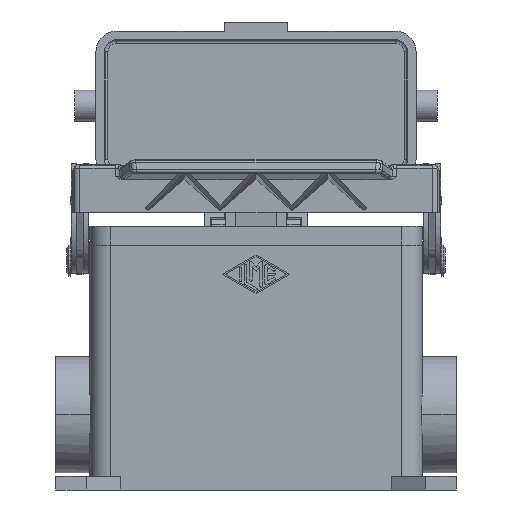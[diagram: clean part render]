
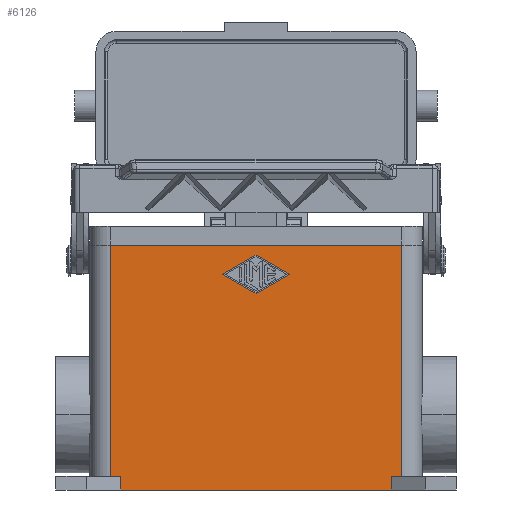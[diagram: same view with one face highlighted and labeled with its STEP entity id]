
A CAD part, front view. The second image highlights one B-rep face of the part: STEP entity #6126.
In plain terms, the highlighted planar face has unit normal (0, -1, 0).
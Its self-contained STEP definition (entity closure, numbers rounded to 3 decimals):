
#5284=CARTESIAN_POINT('',(-9.75,-21.75,15.));
#5285=VERTEX_POINT('',#5284);
#5292=CARTESIAN_POINT('',(0.,-21.75,9.375));
#5293=VERTEX_POINT('',#5292);
#5294=CARTESIAN_POINT('',(0.,-21.75,9.375));
#5295=DIRECTION('',(-0.866,0.0,0.5));
#5296=VECTOR('',#5295,11.256);
#5297=LINE('',#5294,#5296);
#5298=EDGE_CURVE('',#5293,#5285,#5297,.T.);
#5323=CARTESIAN_POINT('',(9.75,-21.75,15.));
#5324=VERTEX_POINT('',#5323);
#5325=CARTESIAN_POINT('',(9.75,-21.75,15.));
#5326=DIRECTION('',(-0.866,0.0,-0.5));
#5327=VECTOR('',#5326,11.256);
#5328=LINE('',#5325,#5327);
#5329=EDGE_CURVE('',#5324,#5293,#5328,.T.);
#5354=CARTESIAN_POINT('',(0.,-21.75,20.625));
#5355=VERTEX_POINT('',#5354);
#5356=CARTESIAN_POINT('',(0.,-21.75,20.625));
#5357=DIRECTION('',(0.866,0.0,-0.5));
#5358=VECTOR('',#5357,11.256);
#5359=LINE('',#5356,#5358);
#5360=EDGE_CURVE('',#5355,#5324,#5359,.T.);
#5383=CARTESIAN_POINT('',(-9.75,-21.75,15.));
#5384=DIRECTION('',(0.866,0.0,0.5));
#5385=VECTOR('',#5384,11.256);
#5386=LINE('',#5383,#5385);
#5387=EDGE_CURVE('',#5285,#5355,#5386,.T.);
#6049=CARTESIAN_POINT('',(39.5,-21.75,-48.0));
#6050=DIRECTION('',(0.0,-1.0,0.0));
#6051=DIRECTION('',(0.0,0.0,-1.0));
#6052=AXIS2_PLACEMENT_3D('',#6049,#6050,#6051);
#6053=PLANE('',#6052);
#6054=CARTESIAN_POINT('',(-39.5,-21.75,-48.0));
#6055=VERTEX_POINT('',#6054);
#6056=CARTESIAN_POINT('',(-39.5,-21.75,-44.));
#6057=VERTEX_POINT('',#6056);
#6058=CARTESIAN_POINT('',(-39.5,-21.75,-48.0));
#6059=DIRECTION('',(0.0,0.0,1.0));
#6060=VECTOR('',#6059,4.);
#6061=LINE('',#6058,#6060);
#6062=EDGE_CURVE('',#6055,#6057,#6061,.T.);
#6063=ORIENTED_EDGE('',*,*,#6062,.F.);
#6064=CARTESIAN_POINT('',(39.5,-21.75,-48.0));
#6065=VERTEX_POINT('',#6064);
#6066=CARTESIAN_POINT('',(39.5,-21.75,-48.0));
#6067=DIRECTION('',(-1.0,0.0,0.0));
#6068=VECTOR('',#6067,79.0);
#6069=LINE('',#6066,#6068);
#6070=EDGE_CURVE('',#6065,#6055,#6069,.T.);
#6071=ORIENTED_EDGE('',*,*,#6070,.F.);
#6072=CARTESIAN_POINT('',(39.5,-21.75,-44.));
#6073=VERTEX_POINT('',#6072);
#6074=CARTESIAN_POINT('',(39.5,-21.75,-48.0));
#6075=DIRECTION('',(0.0,0.0,1.0));
#6076=VECTOR('',#6075,4.);
#6077=LINE('',#6074,#6076);
#6078=EDGE_CURVE('',#6065,#6073,#6077,.T.);
#6079=ORIENTED_EDGE('',*,*,#6078,.T.);
#6080=CARTESIAN_POINT('',(42.5,-21.75,-44.));
#6081=VERTEX_POINT('',#6080);
#6082=CARTESIAN_POINT('',(42.5,-21.75,-44.));
#6083=DIRECTION('',(-1.0,0.0,0.0));
#6084=VECTOR('',#6083,3.0);
#6085=LINE('',#6082,#6084);
#6086=EDGE_CURVE('',#6081,#6073,#6085,.T.);
#6087=ORIENTED_EDGE('',*,*,#6086,.F.);
#6088=CARTESIAN_POINT('',(42.5,-21.75,23.5));
#6089=VERTEX_POINT('',#6088);
#6090=CARTESIAN_POINT('',(42.5,-21.75,-44.));
#6091=DIRECTION('',(0.0,0.0,1.0));
#6092=VECTOR('',#6091,67.5);
#6093=LINE('',#6090,#6092);
#6094=EDGE_CURVE('',#6081,#6089,#6093,.T.);
#6095=ORIENTED_EDGE('',*,*,#6094,.T.);
#6096=CARTESIAN_POINT('',(-42.5,-21.75,23.5));
#6097=VERTEX_POINT('',#6096);
#6098=CARTESIAN_POINT('',(42.5,-21.75,23.5));
#6099=DIRECTION('',(-1.0,0.0,0.0));
#6100=VECTOR('',#6099,85.0);
#6101=LINE('',#6098,#6100);
#6102=EDGE_CURVE('',#6089,#6097,#6101,.T.);
#6103=ORIENTED_EDGE('',*,*,#6102,.T.);
#6104=CARTESIAN_POINT('',(-42.5,-21.75,-44.));
#6105=VERTEX_POINT('',#6104);
#6106=CARTESIAN_POINT('',(-42.5,-21.75,-44.));
#6107=DIRECTION('',(0.0,0.0,1.0));
#6108=VECTOR('',#6107,67.5);
#6109=LINE('',#6106,#6108);
#6110=EDGE_CURVE('',#6105,#6097,#6109,.T.);
#6111=ORIENTED_EDGE('',*,*,#6110,.F.);
#6112=CARTESIAN_POINT('',(-39.5,-21.75,-44.));
#6113=DIRECTION('',(-1.0,0.0,0.0));
#6114=VECTOR('',#6113,3.0);
#6115=LINE('',#6112,#6114);
#6116=EDGE_CURVE('',#6057,#6105,#6115,.T.);
#6117=ORIENTED_EDGE('',*,*,#6116,.F.);
#6118=EDGE_LOOP('',(#6063,#6071,#6079,#6087,#6095,#6103,#6111,#6117));
#6119=FACE_OUTER_BOUND('',#6118,.T.);
#6120=ORIENTED_EDGE('',*,*,#5298,.T.);
#6121=ORIENTED_EDGE('',*,*,#5387,.T.);
#6122=ORIENTED_EDGE('',*,*,#5360,.T.);
#6123=ORIENTED_EDGE('',*,*,#5329,.T.);
#6124=EDGE_LOOP('',(#6120,#6121,#6122,#6123));
#6125=FACE_BOUND('',#6124,.T.);
#6126=ADVANCED_FACE('',(#6119,#6125),#6053,.T.);
